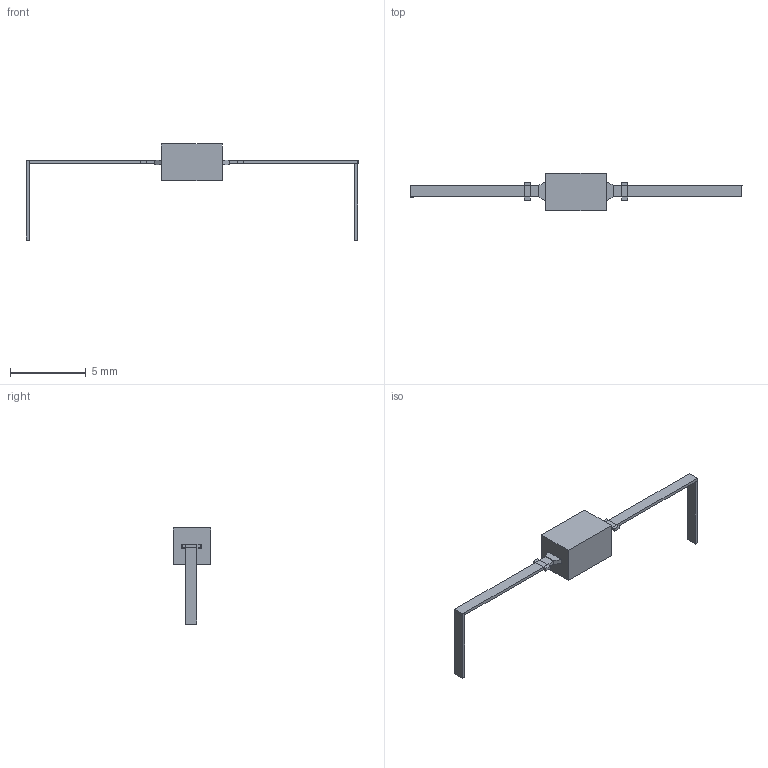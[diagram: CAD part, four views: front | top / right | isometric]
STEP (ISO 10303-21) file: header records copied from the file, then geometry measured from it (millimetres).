
FILE_DESCRIPTION(('FreeCAD Model'),'2;1');
FILE_NAME( 'A46.step', '2020-04-25T15:21:54',('Author'),(''), 'Open CASCADE STEP processor 7.3','FreeCAD','Unknown');
FILE_SCHEMA(('AUTOMOTIVE_DESIGN { 1 0 10303 214 1 1 1 1 }'));
Length unit declared in the file: millimetre
Products named in the file (5): Body; Body007; Body003; Fusion002; Fusion003
Bounding box: 21.91 x 2.5 x 6.34 mm (x, y, z)
Volume: 28.8 mm3; surface area: 108.6 mm2
Topology: 5 solids, 5 shells, 74 faces, 160 edges, 96 vertices
Faces by surface type: plane 74
Entity records: 4435 total; most frequent: CARTESIAN_POINT 691, DIRECTION 590, LINE 440, VECTOR 440, ORIENTED_EDGE 320, PCURVE 320, DEFINITIONAL_REPRESENTATION 320, EDGE_CURVE 160
